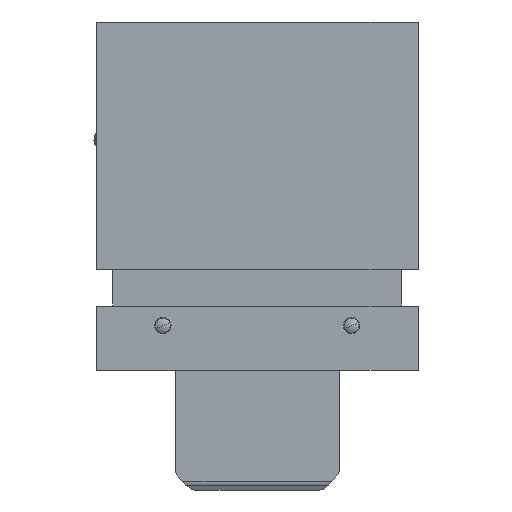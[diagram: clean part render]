
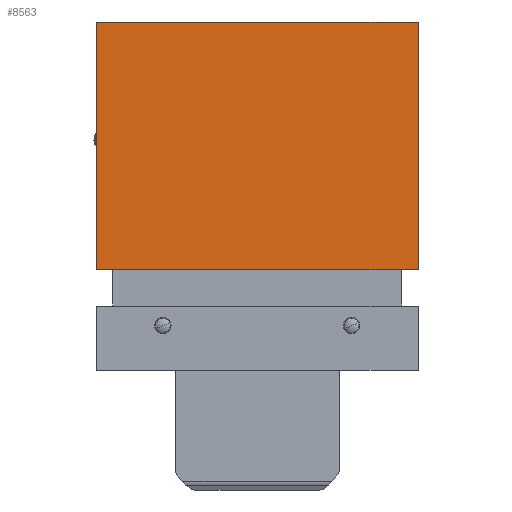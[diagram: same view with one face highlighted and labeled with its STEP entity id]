
A CAD part, front view. The second image highlights one B-rep face of the part: STEP entity #8563.
In plain terms, the highlighted planar face has unit normal (0, -1, 0).
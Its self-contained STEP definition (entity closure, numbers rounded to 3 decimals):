
#1097 = LINE ( 'NONE', #38309, #8359 ) ;
#1586 = CARTESIAN_POINT ( 'NONE',  ( -9.8, -2.4, 12.9 ) ) ;
#2385 = CARTESIAN_POINT ( 'NONE',  ( 9.8, -2.4, 28. ) ) ;
#2490 = ORIENTED_EDGE ( 'NONE', *, *, #29898, .T. ) ;
#3033 = EDGE_LOOP ( 'NONE', ( #2490, #13452, #5077, #29093 ) ) ;
#5077 = ORIENTED_EDGE ( 'NONE', *, *, #27458, .F. ) ;
#5224 = DIRECTION ( 'NONE',  ( 0., 0., -1. ) ) ;
#5805 = CARTESIAN_POINT ( 'NONE',  ( 9.8, -2.4, 28. ) ) ;
#8359 = VECTOR ( 'NONE', #17422, 1000. ) ;
#8563 = ADVANCED_FACE ( 'NONE', ( #12730 ), #22961, .T. ) ;
#8811 = CARTESIAN_POINT ( 'NONE',  ( 9.8, -2.4, 12.9 ) ) ;
#11157 = LINE ( 'NONE', #36261, #18886 ) ;
#11478 = DIRECTION ( 'NONE',  ( 1., 0., 0. ) ) ;
#12730 = FACE_OUTER_BOUND ( 'NONE', #3033, .T. ) ;
#13452 = ORIENTED_EDGE ( 'NONE', *, *, #33510, .F. ) ;
#13611 = DIRECTION ( 'NONE',  ( -1., 0., 0. ) ) ;
#15217 = EDGE_CURVE ( 'NONE', #20499, #25098, #1097, .T. ) ;
#17033 = VECTOR ( 'NONE', #39941, 1000. ) ;
#17259 = VERTEX_POINT ( 'NONE', #38978 ) ;
#17422 = DIRECTION ( 'NONE',  ( 0., 0., 1. ) ) ;
#18818 = CARTESIAN_POINT ( 'NONE',  ( -9.8, -2.4, 28. ) ) ;
#18886 = VECTOR ( 'NONE', #11478, 1000. ) ;
#20499 = VERTEX_POINT ( 'NONE', #1586 ) ;
#22961 = PLANE ( 'NONE',  #27540 ) ;
#25098 = VERTEX_POINT ( 'NONE', #18818 ) ;
#25810 = CARTESIAN_POINT ( 'NONE',  ( 0., -2.4, 17.4 ) ) ;
#26243 = DIRECTION ( 'NONE',  ( 0., -1., 0. ) ) ;
#27458 = EDGE_CURVE ( 'NONE', #25098, #17259, #37410, .T. ) ;
#27504 = LINE ( 'NONE', #2385, #30431 ) ;
#27540 = AXIS2_PLACEMENT_3D ( 'NONE', #25810, #26243, #13611 ) ;
#29093 = ORIENTED_EDGE ( 'NONE', *, *, #15217, .F. ) ;
#29898 = EDGE_CURVE ( 'NONE', #20499, #34166, #11157, .T. ) ;
#30431 = VECTOR ( 'NONE', #5224, 1000. ) ;
#33510 = EDGE_CURVE ( 'NONE', #17259, #34166, #27504, .T. ) ;
#34166 = VERTEX_POINT ( 'NONE', #8811 ) ;
#36261 = CARTESIAN_POINT ( 'NONE',  ( -9.8, -2.4, 12.9 ) ) ;
#37410 = LINE ( 'NONE', #5805, #17033 ) ;
#38309 = CARTESIAN_POINT ( 'NONE',  ( -9.8, -2.4, 28. ) ) ;
#38978 = CARTESIAN_POINT ( 'NONE',  ( 9.8, -2.4, 28. ) ) ;
#39941 = DIRECTION ( 'NONE',  ( 1., 0., 0. ) ) ;
